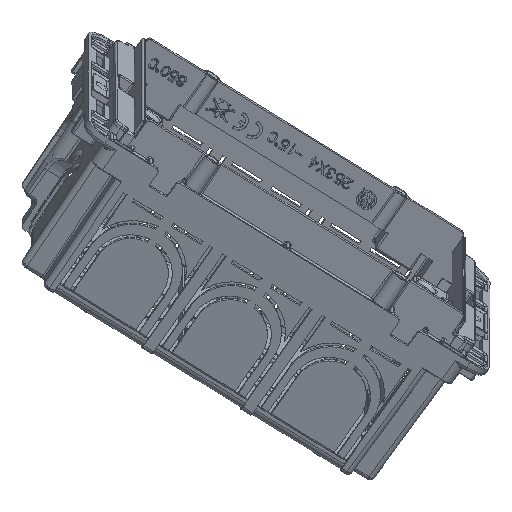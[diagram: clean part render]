
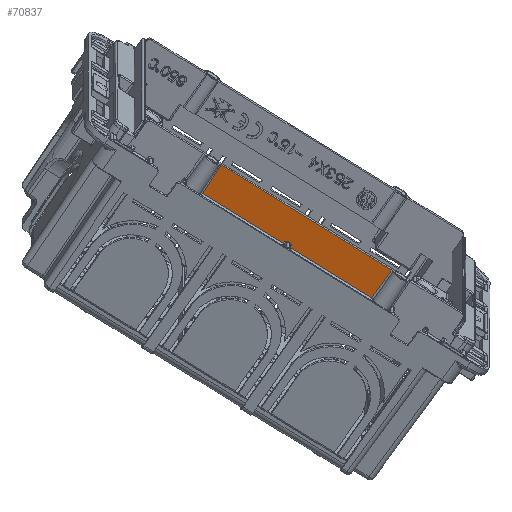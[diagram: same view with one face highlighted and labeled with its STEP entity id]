
A CAD part, front view. The second image highlights one B-rep face of the part: STEP entity #70837.
In plain terms, the highlighted face is planar.
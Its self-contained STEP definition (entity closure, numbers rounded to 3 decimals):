
#42329=CARTESIAN_POINT('Vertex',(-1.018,-30.857,-9.009)) ;
#42598=CARTESIAN_POINT('Vertex',(1.018,-30.857,-9.009)) ;
#45428=CARTESIAN_POINT('Vertex',(-1.008,-30.848,-8.491)) ;
#45431=CARTESIAN_POINT('Line Origine',(-0.943,-30.783,-4.75)) ;
#45832=CARTESIAN_POINT('Vertex',(-0.148,-30.84,-8.)) ;
#45836=CARTESIAN_POINT('Control Point',(-0.148,-30.84,-8.)) ;
#45837=CARTESIAN_POINT('Control Point',(-0.404,-30.84,-8.)) ;
#45838=CARTESIAN_POINT('Control Point',(-0.634,-30.842,-8.128)) ;
#45839=CARTESIAN_POINT('Control Point',(-0.762,-30.844,-8.252)) ;
#45840=CARTESIAN_POINT('Control Point',(-0.888,-30.846,-8.371)) ;
#45841=CARTESIAN_POINT('Control Point',(-1.008,-30.848,-8.491)) ;
#45861=CARTESIAN_POINT('Vertex',(1.008,-30.848,-8.491)) ;
#45871=CARTESIAN_POINT('Line Origine',(0.943,-30.783,-4.75)) ;
#46004=CARTESIAN_POINT('Line Origine',(0.,-30.84,-8.)) ;
#46008=CARTESIAN_POINT('Vertex',(0.148,-30.84,-8.)) ;
#46335=CARTESIAN_POINT('Control Point',(0.148,-30.84,-8.)) ;
#46336=CARTESIAN_POINT('Control Point',(0.404,-30.84,-8.)) ;
#46337=CARTESIAN_POINT('Control Point',(0.634,-30.842,-8.128)) ;
#46338=CARTESIAN_POINT('Control Point',(0.762,-30.844,-8.252)) ;
#46339=CARTESIAN_POINT('Control Point',(0.888,-30.846,-8.371)) ;
#46340=CARTESIAN_POINT('Control Point',(1.008,-30.848,-8.491)) ;
#70290=CARTESIAN_POINT('Axis2P3D Location',(-55.7,-30.7,0.)) ;
#70623=CARTESIAN_POINT('Vertex',(25.615,-30.857,-9.009)) ;
#70626=CARTESIAN_POINT('Line Origine',(0.161,-30.857,-9.009)) ;
#70710=CARTESIAN_POINT('Vertex',(25.757,-30.7,0.)) ;
#70716=CARTESIAN_POINT('Control Point',(25.757,-30.7,0.)) ;
#70717=CARTESIAN_POINT('Control Point',(25.728,-30.731,-1.802)) ;
#70718=CARTESIAN_POINT('Control Point',(25.699,-30.763,-3.603)) ;
#70719=CARTESIAN_POINT('Control Point',(25.671,-30.794,-5.405)) ;
#70720=CARTESIAN_POINT('Control Point',(25.643,-30.826,-7.207)) ;
#70721=CARTESIAN_POINT('Control Point',(25.615,-30.857,-9.009)) ;
#70747=CARTESIAN_POINT('Vertex',(-25.615,-30.857,-9.009)) ;
#70750=CARTESIAN_POINT('Line Origine',(-0.161,-30.857,-9.009)) ;
#70813=CARTESIAN_POINT('Control Point',(-25.757,-30.7,0.)) ;
#70814=CARTESIAN_POINT('Control Point',(-25.709,-30.752,-3.003)) ;
#70815=CARTESIAN_POINT('Control Point',(-25.661,-30.805,-6.006)) ;
#70816=CARTESIAN_POINT('Control Point',(-25.615,-30.857,-9.009)) ;
#70817=CARTESIAN_POINT('Vertex',(-25.757,-30.7,0.)) ;
#70820=CARTESIAN_POINT('Line Origine',(-27.25,-30.7,0.)) ;
#45432=DIRECTION('Vector Direction',(-0.017,-0.017,-1.)) ;
#45872=DIRECTION('Vector Direction',(0.017,-0.017,-1.)) ;
#46005=DIRECTION('Vector Direction',(1.,0.,0.)) ;
#70291=DIRECTION('Axis2P3D Direction',(0.,1.,-0.017)) ;
#70292=DIRECTION('Axis2P3D XDirection',(1.,0.,0.)) ;
#70627=DIRECTION('Vector Direction',(1.,0.,0.)) ;
#70751=DIRECTION('Vector Direction',(1.,0.,0.)) ;
#70821=DIRECTION('Vector Direction',(1.,0.,0.)) ;
#70293=AXIS2_PLACEMENT_3D('Plane Axis2P3D',#70290,#70291,#70292) ;
#70826=ORIENTED_EDGE('',*,*,#70819,.F.) ;
#70827=ORIENTED_EDGE('',*,*,#70754,.T.) ;
#70828=ORIENTED_EDGE('',*,*,#45435,.T.) ;
#70829=ORIENTED_EDGE('',*,*,#45842,.F.) ;
#70830=ORIENTED_EDGE('',*,*,#46010,.T.) ;
#70831=ORIENTED_EDGE('',*,*,#46341,.F.) ;
#70832=ORIENTED_EDGE('',*,*,#45875,.F.) ;
#70833=ORIENTED_EDGE('',*,*,#70630,.T.) ;
#70834=ORIENTED_EDGE('',*,*,#70722,.F.) ;
#70835=ORIENTED_EDGE('',*,*,#70824,.F.) ;
#45433=VECTOR('Line Direction',#45432,1.) ;
#45873=VECTOR('Line Direction',#45872,1.) ;
#46006=VECTOR('Line Direction',#46005,1.) ;
#70628=VECTOR('Line Direction',#70627,1.) ;
#70752=VECTOR('Line Direction',#70751,1.) ;
#70822=VECTOR('Line Direction',#70821,1.) ;
#70837=ADVANCED_FACE('PartBody',(#70836),#70294,.F.) ;
#45835=B_SPLINE_CURVE_WITH_KNOTS('',5,(#45836,#45837,#45838,#45839,#45840,#45841),.UNSPECIFIED.,.F.,.U.,(6,6),(0.,1.641),.UNSPECIFIED.) ;
#46334=B_SPLINE_CURVE_WITH_KNOTS('',5,(#46335,#46336,#46337,#46338,#46339,#46340),.UNSPECIFIED.,.F.,.U.,(6,6),(0.,1.641),.UNSPECIFIED.) ;
#70715=B_SPLINE_CURVE_WITH_KNOTS('',5,(#70716,#70717,#70718,#70719,#70720,#70721),.UNSPECIFIED.,.F.,.U.,(6,6),(2.549,15.292),.UNSPECIFIED.) ;
#70812=B_SPLINE_CURVE_WITH_KNOTS('',3,(#70813,#70814,#70815,#70816),.UNSPECIFIED.,.F.,.U.,(4,4),(2.549,15.292),.UNSPECIFIED.) ;
#45435=EDGE_CURVE('',#42330,#45429,#45434,.F.) ;
#45842=EDGE_CURVE('',#45833,#45429,#45835,.T.) ;
#45875=EDGE_CURVE('',#42599,#45862,#45874,.F.) ;
#46010=EDGE_CURVE('',#45833,#46009,#46007,.T.) ;
#46341=EDGE_CURVE('',#45862,#46009,#46334,.F.) ;
#70630=EDGE_CURVE('',#42599,#70624,#70629,.T.) ;
#70722=EDGE_CURVE('',#70711,#70624,#70715,.T.) ;
#70754=EDGE_CURVE('',#70748,#42330,#70753,.T.) ;
#70819=EDGE_CURVE('',#70748,#70818,#70812,.F.) ;
#70824=EDGE_CURVE('',#70818,#70711,#70823,.T.) ;
#70825=EDGE_LOOP('',(#70826,#70827,#70828,#70829,#70830,#70831,#70832,#70833,#70834,#70835)) ;
#70836=FACE_OUTER_BOUND('',#70825,.T.) ;
#45434=LINE('Line',#45431,#45433) ;
#45874=LINE('Line',#45871,#45873) ;
#46007=LINE('Line',#46004,#46006) ;
#70629=LINE('Line',#70626,#70628) ;
#70753=LINE('Line',#70750,#70752) ;
#70823=LINE('Line',#70820,#70822) ;
#70294=PLANE('',#70293) ;
#42330=VERTEX_POINT('',#42329) ;
#42599=VERTEX_POINT('',#42598) ;
#45429=VERTEX_POINT('',#45428) ;
#45833=VERTEX_POINT('',#45832) ;
#45862=VERTEX_POINT('',#45861) ;
#46009=VERTEX_POINT('',#46008) ;
#70624=VERTEX_POINT('',#70623) ;
#70711=VERTEX_POINT('',#70710) ;
#70748=VERTEX_POINT('',#70747) ;
#70818=VERTEX_POINT('',#70817) ;
